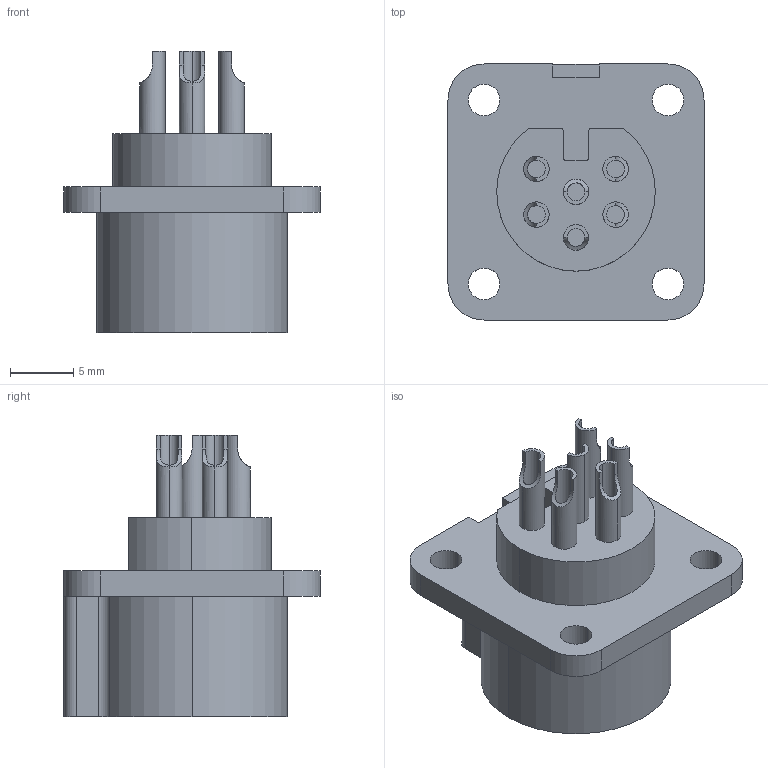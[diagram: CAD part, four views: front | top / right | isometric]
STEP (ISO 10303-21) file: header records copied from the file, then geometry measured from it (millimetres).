
FILE_DESCRIPTION(('CoCreate Modeling STEP Export'),'2;1');
FILE_NAME('RPC1-12RB-6P.stp','2012-03-15T13:39:11',(''),(''),'CoCreate Modeling STEP processor for AP214 (Solid Model)','CoCreate Modeling 17.0 01-Apr-2010 (C) Parametric Technology GmbH','');
FILE_SCHEMA(('AUTOMOTIVE_DESIGN { 1 0 10303 214 1 1 1 1 }'));
Length unit declared in the file: millimetre
Products named in the file (1): RPC1-12RB-6P
Bounding box: 20.2 x 20.2 x 22.2 mm (x, y, z)
Volume: 1867.8 mm3; surface area: 2362.7 mm2
Topology: 1 solids, 1 shells, 111 faces, 309 edges, 206 vertices
Faces by surface type: cylinder 62, plane 49
Entity records: 5573 total; most frequent: CARTESIAN_POINT 2917, ORIENTED_EDGE 618, DIRECTION 463, EDGE_CURVE 309, VERTEX_POINT 206, VECTOR 159, LINE 159, AXIS2_PLACEMENT_3D 152
